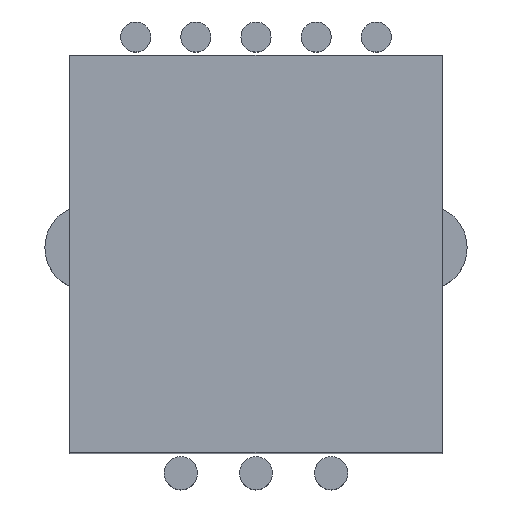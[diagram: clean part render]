
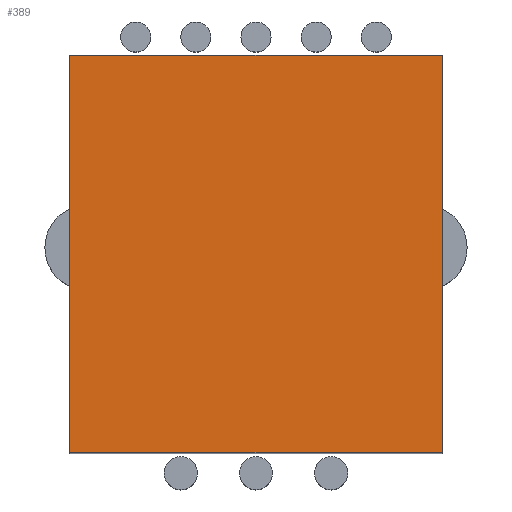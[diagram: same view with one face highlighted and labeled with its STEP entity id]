
A CAD part, top view. The second image highlights one B-rep face of the part: STEP entity #389.
In plain terms, the highlighted planar face has unit normal (0, 0, 1).
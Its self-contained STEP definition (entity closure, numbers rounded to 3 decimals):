
#75 = VERTEX_POINT('',#76);
#76 = CARTESIAN_POINT('',(-2.2,-0.65,26.5));
#83 = PLANE('',#84);
#84 = AXIS2_PLACEMENT_3D('',#85,#86,#87);
#85 = CARTESIAN_POINT('',(-2.2,-0.65,0.));
#86 = DIRECTION('',(0.,1.,0.));
#87 = DIRECTION('',(1.,0.,0.));
#95 = PLANE('',#96);
#96 = AXIS2_PLACEMENT_3D('',#97,#98,#99);
#97 = CARTESIAN_POINT('',(-2.2,-13.85,0.));
#98 = DIRECTION('',(-1.,0.,0.));
#99 = DIRECTION('',(0.,1.,0.));
#107 = EDGE_CURVE('',#75,#108,#110,.T.);
#108 = VERTEX_POINT('',#109);
#109 = CARTESIAN_POINT('',(10.2,-0.65,26.5));
#110 = SURFACE_CURVE('',#111,(#115,#122),.PCURVE_S1.);
#111 = LINE('',#112,#113);
#112 = CARTESIAN_POINT('',(-2.2,-0.65,26.5));
#113 = VECTOR('',#114,1.);
#114 = DIRECTION('',(1.,0.,0.));
#115 = PCURVE('',#83,#116);
#116 = DEFINITIONAL_REPRESENTATION('',(#117),#121);
#117 = LINE('',#118,#119);
#118 = CARTESIAN_POINT('',(0.,-26.5));
#119 = VECTOR('',#120,1.);
#120 = DIRECTION('',(1.,0.));
#121 = ( GEOMETRIC_REPRESENTATION_CONTEXT(2) 
PARAMETRIC_REPRESENTATION_CONTEXT() REPRESENTATION_CONTEXT('2D SPACE',''
  ) );
#122 = PCURVE('',#123,#128);
#123 = PLANE('',#124);
#124 = AXIS2_PLACEMENT_3D('',#125,#126,#127);
#125 = CARTESIAN_POINT('',(4.,-7.25,26.5));
#126 = DIRECTION('',(0.,0.,-1.));
#127 = DIRECTION('',(0.,-1.,0.));
#128 = DEFINITIONAL_REPRESENTATION('',(#129),#133);
#129 = LINE('',#130,#131);
#130 = CARTESIAN_POINT('',(-6.6,6.2));
#131 = VECTOR('',#132,1.);
#132 = DIRECTION('',(0.,-1.));
#133 = ( GEOMETRIC_REPRESENTATION_CONTEXT(2) 
PARAMETRIC_REPRESENTATION_CONTEXT() REPRESENTATION_CONTEXT('2D SPACE',''
  ) );
#151 = PLANE('',#152);
#152 = AXIS2_PLACEMENT_3D('',#153,#154,#155);
#153 = CARTESIAN_POINT('',(10.2,-0.65,0.));
#154 = DIRECTION('',(1.,0.,-0.));
#155 = DIRECTION('',(0.,-1.,0.));
#193 = EDGE_CURVE('',#108,#194,#196,.T.);
#194 = VERTEX_POINT('',#195);
#195 = CARTESIAN_POINT('',(10.2,-13.85,26.5));
#196 = SURFACE_CURVE('',#197,(#201,#208),.PCURVE_S1.);
#197 = LINE('',#198,#199);
#198 = CARTESIAN_POINT('',(10.2,-0.65,26.5));
#199 = VECTOR('',#200,1.);
#200 = DIRECTION('',(0.,-1.,0.));
#201 = PCURVE('',#151,#202);
#202 = DEFINITIONAL_REPRESENTATION('',(#203),#207);
#203 = LINE('',#204,#205);
#204 = CARTESIAN_POINT('',(0.,-26.5));
#205 = VECTOR('',#206,1.);
#206 = DIRECTION('',(1.,0.));
#207 = ( GEOMETRIC_REPRESENTATION_CONTEXT(2) 
PARAMETRIC_REPRESENTATION_CONTEXT() REPRESENTATION_CONTEXT('2D SPACE',''
  ) );
#208 = PCURVE('',#123,#209);
#209 = DEFINITIONAL_REPRESENTATION('',(#210),#214);
#210 = LINE('',#211,#212);
#211 = CARTESIAN_POINT('',(-6.6,-6.2));
#212 = VECTOR('',#213,1.);
#213 = DIRECTION('',(1.,0.));
#214 = ( GEOMETRIC_REPRESENTATION_CONTEXT(2) 
PARAMETRIC_REPRESENTATION_CONTEXT() REPRESENTATION_CONTEXT('2D SPACE',''
  ) );
#232 = PLANE('',#233);
#233 = AXIS2_PLACEMENT_3D('',#234,#235,#236);
#234 = CARTESIAN_POINT('',(10.2,-13.85,0.));
#235 = DIRECTION('',(0.,-1.,0.));
#236 = DIRECTION('',(-1.,0.,0.));
#269 = EDGE_CURVE('',#194,#270,#272,.T.);
#270 = VERTEX_POINT('',#271);
#271 = CARTESIAN_POINT('',(-2.2,-13.85,26.5));
#272 = SURFACE_CURVE('',#273,(#277,#284),.PCURVE_S1.);
#273 = LINE('',#274,#275);
#274 = CARTESIAN_POINT('',(10.2,-13.85,26.5));
#275 = VECTOR('',#276,1.);
#276 = DIRECTION('',(-1.,0.,0.));
#277 = PCURVE('',#232,#278);
#278 = DEFINITIONAL_REPRESENTATION('',(#279),#283);
#279 = LINE('',#280,#281);
#280 = CARTESIAN_POINT('',(0.,-26.5));
#281 = VECTOR('',#282,1.);
#282 = DIRECTION('',(1.,0.));
#283 = ( GEOMETRIC_REPRESENTATION_CONTEXT(2) 
PARAMETRIC_REPRESENTATION_CONTEXT() REPRESENTATION_CONTEXT('2D SPACE',''
  ) );
#284 = PCURVE('',#123,#285);
#285 = DEFINITIONAL_REPRESENTATION('',(#286),#290);
#286 = LINE('',#287,#288);
#287 = CARTESIAN_POINT('',(6.6,-6.2));
#288 = VECTOR('',#289,1.);
#289 = DIRECTION('',(0.,1.));
#290 = ( GEOMETRIC_REPRESENTATION_CONTEXT(2) 
PARAMETRIC_REPRESENTATION_CONTEXT() REPRESENTATION_CONTEXT('2D SPACE',''
  ) );
#340 = EDGE_CURVE('',#270,#75,#341,.T.);
#341 = SURFACE_CURVE('',#342,(#346,#353),.PCURVE_S1.);
#342 = LINE('',#343,#344);
#343 = CARTESIAN_POINT('',(-2.2,-13.85,26.5));
#344 = VECTOR('',#345,1.);
#345 = DIRECTION('',(0.,1.,0.));
#346 = PCURVE('',#95,#347);
#347 = DEFINITIONAL_REPRESENTATION('',(#348),#352);
#348 = LINE('',#349,#350);
#349 = CARTESIAN_POINT('',(0.,-26.5));
#350 = VECTOR('',#351,1.);
#351 = DIRECTION('',(1.,0.));
#352 = ( GEOMETRIC_REPRESENTATION_CONTEXT(2) 
PARAMETRIC_REPRESENTATION_CONTEXT() REPRESENTATION_CONTEXT('2D SPACE',''
  ) );
#353 = PCURVE('',#123,#354);
#354 = DEFINITIONAL_REPRESENTATION('',(#355),#359);
#355 = LINE('',#356,#357);
#356 = CARTESIAN_POINT('',(6.6,6.2));
#357 = VECTOR('',#358,1.);
#358 = DIRECTION('',(-1.,0.));
#359 = ( GEOMETRIC_REPRESENTATION_CONTEXT(2) 
PARAMETRIC_REPRESENTATION_CONTEXT() REPRESENTATION_CONTEXT('2D SPACE',''
  ) );
#389 = ADVANCED_FACE('',(#390),#123,.F.);
#390 = FACE_BOUND('',#391,.F.);
#391 = EDGE_LOOP('',(#392,#393,#394,#395));
#392 = ORIENTED_EDGE('',*,*,#107,.T.);
#393 = ORIENTED_EDGE('',*,*,#193,.T.);
#394 = ORIENTED_EDGE('',*,*,#269,.T.);
#395 = ORIENTED_EDGE('',*,*,#340,.T.);
